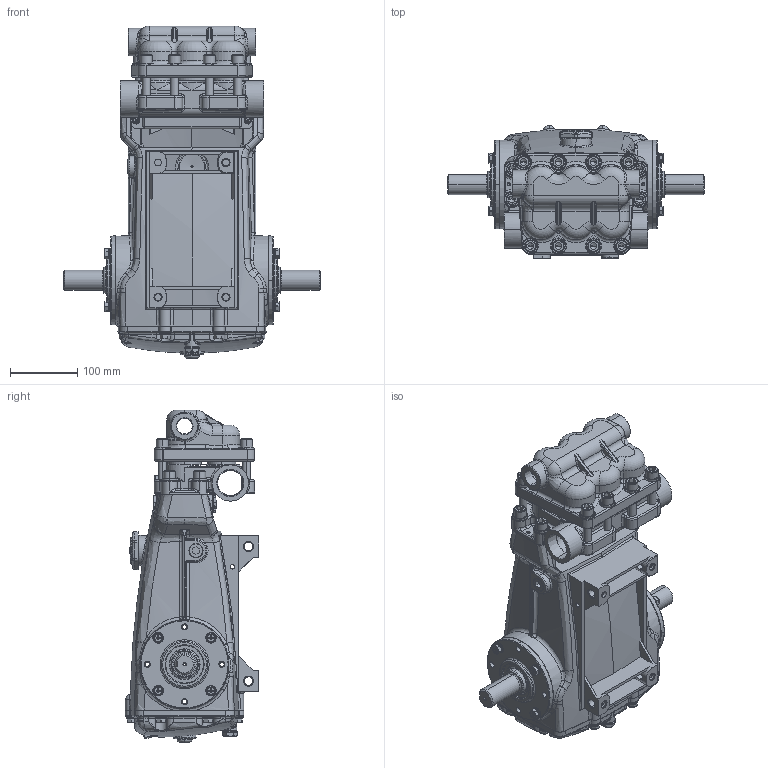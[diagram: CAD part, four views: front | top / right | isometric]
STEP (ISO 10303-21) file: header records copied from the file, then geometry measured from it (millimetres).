
FILE_DESCRIPTION (( 'STEP AP203' ), '1' );
FILE_NAME ('2531C.STEP', '2022-02-03T21:03:42', ( '' ), ( '' ), 'SwSTEP 2.0', 'SolidWorks 2021', '' );
FILE_SCHEMA (( 'CONFIG_CONTROL_DESIGN' ));
Products named in the file (1): 2531C
Bounding box: 382 x 198 x 493.5 mm (x, y, z)
Surface area: 609636.8 mm2 (no closed solid volume)
Topology: 0 solids, 91 shells, 2449 faces, 7619 edges, 4985 vertices
Faces by surface type: cylinder 905, plane 645, bspline 453, torus 258, cone 147, sphere 41
Entity records: 113556 total; most frequent: CARTESIAN_POINT 50541, DIRECTION 12824, ORIENTED_EDGE 12578, EDGE_CURVE 7518, AXIS2_PLACEMENT_3D 5008, VERTEX_POINT 4979, CIRCLE 3011, LINE 2808
